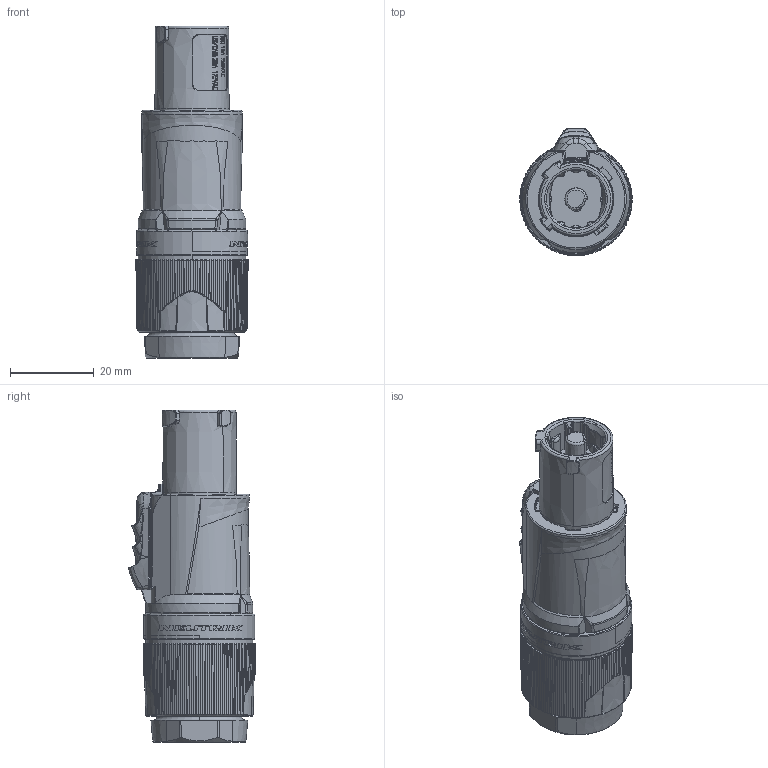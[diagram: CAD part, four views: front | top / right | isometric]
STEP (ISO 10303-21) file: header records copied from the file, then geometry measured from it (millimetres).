
FILE_DESCRIPTION((''),'2;1');
FILE_NAME('30010049','2022-11-04T11:00:52',('thomas.schmiedl'),(''),'CREO PARAMETRIC BY PTC INC, 2021184','CREO PARAMETRIC BY PTC INC, 2021184','');
FILE_SCHEMA(('CONFIG_CONTROL_DESIGN'));
Products named in the file (1): 30010049
Bounding box: 26.83 x 30.34 x 79.25 mm (x, y, z)
Volume: 32743.1 mm3; surface area: 9075.5 mm2
Topology: 1 solids, 3 shells, 2595 faces, 6678 edges, 4153 vertices
Faces by surface type: plane 883, extrusion 631, bspline 526, cone 218, cylinder 170, torus 122, sphere 45
Entity records: 106951 total; most frequent: CARTESIAN_POINT 51848, ORIENTED_EDGE 13352, DIRECTION 8030, EDGE_CURVE 6676, VERTEX_POINT 4153, B_SPLINE_CURVE_WITH_KNOTS 3908, VECTOR 2906, EDGE_LOOP 2667
